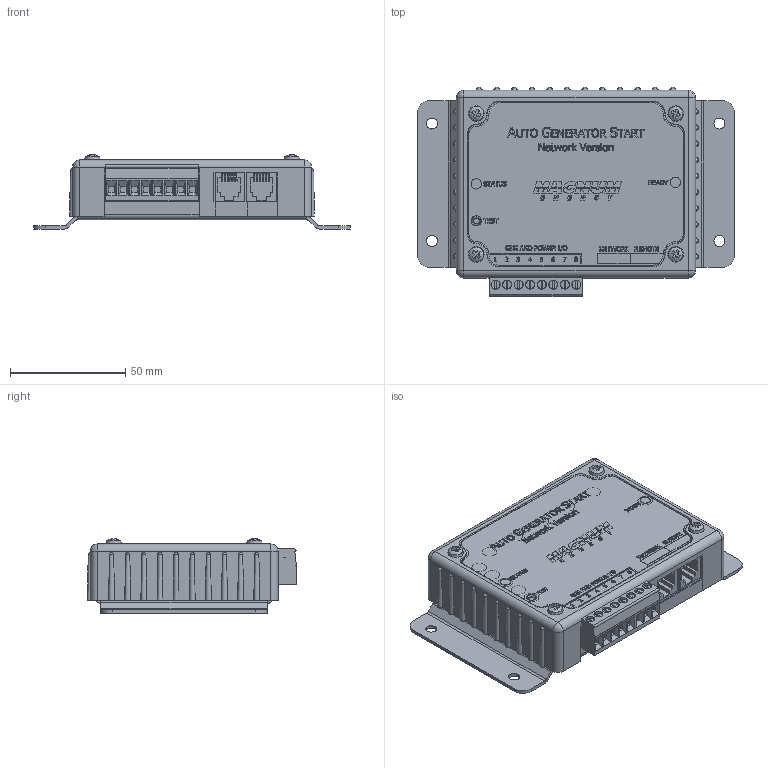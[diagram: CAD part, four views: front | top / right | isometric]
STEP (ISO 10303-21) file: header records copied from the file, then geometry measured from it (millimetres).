
FILE_DESCRIPTION((''),'2;1');
FILE_NAME('AGS Network Version.stp','2012-02-28T13:39:37',('wcummings'),(''),'Autodesk Inventor 2012','Autodesk Inventor 2012','');
FILE_SCHEMA(('AUTOMOTIVE_DESIGN { 1 0 10303 214 1 1 1 1 }'));
Length unit declared in the file: inch
Products named in the file (15): AGS Network Version; 70-0016_Base_AGS_SBC; PCB AGS SBC; 30-0006_PCB_AGS_(REV K); 16-0001 LED, T1, RED-GREEN; 60-0004 SWITCH SPDT MOMENTARY PUSH, 0; 16-0004 LED, 3MM, GREEN; 40-0006 STANDOFF, LED SPACER, 0; 45-0002 Terminal Block 8pos 5mm (female); 08-0008 6-COND RJ11; 46-2003 AGS-SBC COVER; 40-0009 Standoff Alum Hex m-f 6-32 x 0; 40-0630 Screw #6-32 x 0; 45-0001 Terminal Block 8pos 5mm (male); 62-0024 AGS NETWORK
Assembly tree (22 placements, depth 3):
  AGS Network Version
    70-0016_Base_AGS_SBC
    PCB AGS SBC
      30-0006_PCB_AGS_(REV K)
      16-0001 LED, T1, RED-GREEN
      60-0004 SWITCH SPDT MOMENTARY PUSH, 0
      16-0004 LED, 3MM, GREEN
      40-0006 STANDOFF, LED SPACER, 0  x2
      45-0002 Terminal Block 8pos 5mm (female)
      08-0008 6-COND RJ11  x2
    46-2003 AGS-SBC COVER
    40-0009 Standoff Alum Hex m-f 6-32 x 0  x4
    40-0630 Screw #6-32 x 0  x4
    45-0001 Terminal Block 8pos 5mm (male)
    62-0024 AGS NETWORK
Bounding box: 137.16 x 90.63 x 32.09 mm (x, y, z)
Volume: 72674 mm3; surface area: 103453.6 mm2
Topology: 42 solids, 42 shells, 2776 faces, 7210 edges, 4727 vertices
Faces by surface type: plane 1928, bspline 460, cylinder 282, cone 96, sphere 10
Full cylindrical faces by diameter (mm): 0.508 x11, 0.635 x17, 0.889 x4, 0.898 x8, 1.016 x8, 1.143 x16, 1.194 x12, 2.642 x8, 2.794 x4, 3.048 x2, 3.175 x4, 3.429 x4, 3.48 x4, 3.683 x8, 3.81 x10, 3.937 x8, 4.318 x5, 4.445 x11, 4.763 x4, 5.08 x2, 5.334 x4, 6.35 x5
Entity records: 82269 total; most frequent: CARTESIAN_POINT 20338, ORIENTED_EDGE 12842, DIRECTION 10656, EDGE_CURVE 6421, VECTOR 4734, LINE 4734, VERTEX_POINT 4294, EDGE_LOOP 3068
